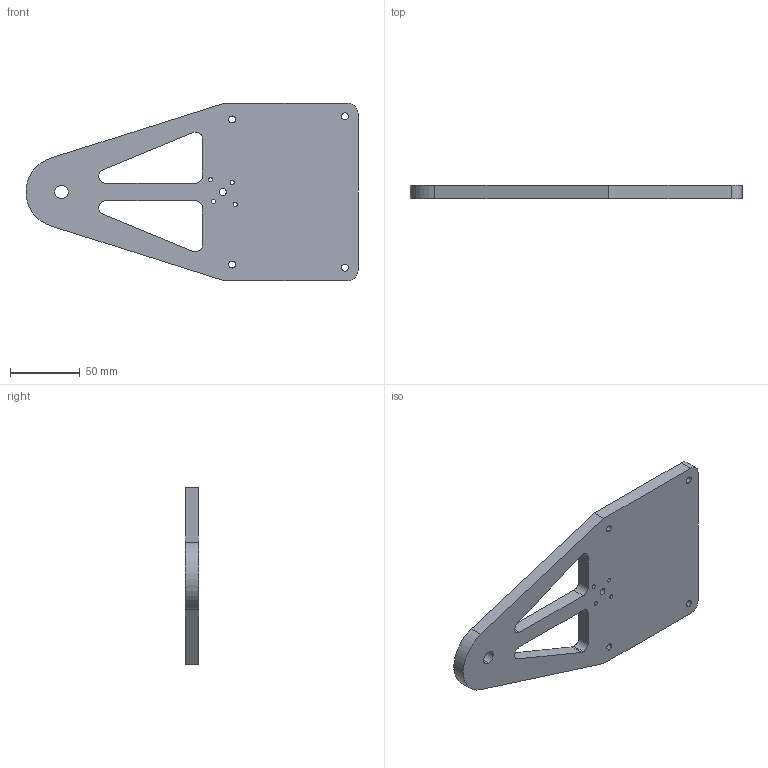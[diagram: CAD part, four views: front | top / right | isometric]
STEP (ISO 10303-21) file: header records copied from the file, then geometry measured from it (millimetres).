
FILE_DESCRIPTION (( 'STEP AP203' ), '1' );
FILE_NAME ('Bottom Plate.STEP', '2023-07-12T00:30:43', ( '' ), ( '' ), 'SwSTEP 2.0', 'SolidWorks 2022', '' );
FILE_SCHEMA (( 'CONFIG_CONTROL_DESIGN' ));
Length unit declared in the file: inch
Products named in the file (1): Bottom Plate
Bounding box: 237.2 x 9.53 x 127 mm (x, y, z)
Volume: 190141.2 mm3; surface area: 51016.9 mm2
Topology: 1 solids, 1 shells, 43 faces, 123 edges, 82 vertices
Faces by surface type: cylinder 30, plane 13
Entity records: 1564 total; most frequent: DIRECTION 271, CARTESIAN_POINT 249, ORIENTED_EDGE 246, EDGE_CURVE 123, AXIS2_PLACEMENT_3D 104, VERTEX_POINT 82, EDGE_LOOP 67, LINE 63
